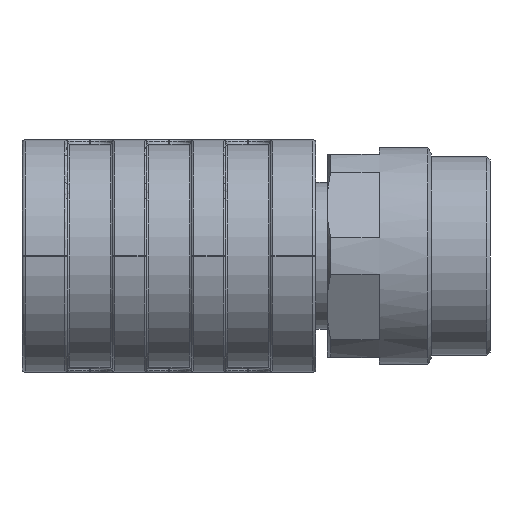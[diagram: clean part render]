
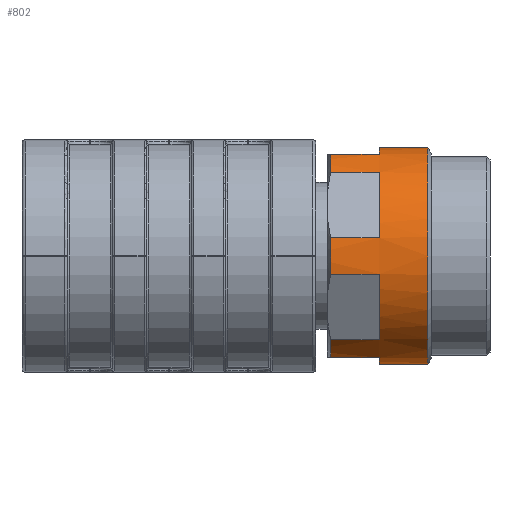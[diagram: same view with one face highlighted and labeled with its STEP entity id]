
A CAD part, front view. The second image highlights one B-rep face of the part: STEP entity #802.
In plain terms, the highlighted cylindrical face has radius 4.8 mm (diameter 9.6 mm), a full revolution.
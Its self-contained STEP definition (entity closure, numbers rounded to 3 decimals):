
#169=CYLINDRICAL_SURFACE('',#3976,4.8);
#278=FACE_BOUND('',#1356,.T.);
#279=FACE_BOUND('',#1357,.T.);
#355=LINE('',#5958,#570);
#356=LINE('',#5962,#571);
#357=LINE('',#5963,#572);
#358=LINE('',#5967,#573);
#359=LINE('',#5968,#574);
#360=LINE('',#5972,#575);
#361=LINE('',#5973,#576);
#362=LINE('',#5977,#577);
#363=LINE('',#5978,#578);
#364=LINE('',#5982,#579);
#365=LINE('',#5983,#580);
#366=LINE('',#5987,#581);
#570=VECTOR('',#4705,1.);
#571=VECTOR('',#4708,1.);
#572=VECTOR('',#4709,1.);
#573=VECTOR('',#4712,1.);
#574=VECTOR('',#4713,1.);
#575=VECTOR('',#4716,1.);
#576=VECTOR('',#4717,1.);
#577=VECTOR('',#4720,1.);
#578=VECTOR('',#4721,1.);
#579=VECTOR('',#4724,1.);
#580=VECTOR('',#4725,1.);
#581=VECTOR('',#4728,1.);
#802=ADVANCED_FACE('',(#278,#279),#169,.T.);
#1356=EDGE_LOOP('',(#1790));
#1357=EDGE_LOOP('',(#1791,#1792,#1793,#1794,#1795,#1796,#1797,#1798,#1799,
#1800,#1801,#1802,#1803,#1804,#1805,#1806,#1807,#1808,#1809,#1810,#1811,
#1812,#1813,#1814));
#1790=ORIENTED_EDGE('',*,*,#3094,.T.);
#1791=ORIENTED_EDGE('',*,*,#3107,.F.);
#1792=ORIENTED_EDGE('',*,*,#3108,.T.);
#1793=ORIENTED_EDGE('',*,*,#3109,.F.);
#1794=ORIENTED_EDGE('',*,*,#3106,.T.);
#1795=ORIENTED_EDGE('',*,*,#3110,.F.);
#1796=ORIENTED_EDGE('',*,*,#3111,.T.);
#1797=ORIENTED_EDGE('',*,*,#3112,.F.);
#1798=ORIENTED_EDGE('',*,*,#3096,.T.);
#1799=ORIENTED_EDGE('',*,*,#3113,.F.);
#1800=ORIENTED_EDGE('',*,*,#3114,.T.);
#1801=ORIENTED_EDGE('',*,*,#3115,.F.);
#1802=ORIENTED_EDGE('',*,*,#3098,.T.);
#1803=ORIENTED_EDGE('',*,*,#3116,.F.);
#1804=ORIENTED_EDGE('',*,*,#3117,.T.);
#1805=ORIENTED_EDGE('',*,*,#3118,.F.);
#1806=ORIENTED_EDGE('',*,*,#3100,.T.);
#1807=ORIENTED_EDGE('',*,*,#3119,.F.);
#1808=ORIENTED_EDGE('',*,*,#3120,.T.);
#1809=ORIENTED_EDGE('',*,*,#3121,.F.);
#1810=ORIENTED_EDGE('',*,*,#3102,.T.);
#1811=ORIENTED_EDGE('',*,*,#3122,.F.);
#1812=ORIENTED_EDGE('',*,*,#3123,.T.);
#1813=ORIENTED_EDGE('',*,*,#3124,.F.);
#1814=ORIENTED_EDGE('',*,*,#3104,.T.);
#2719=VERTEX_POINT('',#5926);
#2720=VERTEX_POINT('',#5929);
#2721=VERTEX_POINT('',#5930);
#2722=VERTEX_POINT('',#5934);
#2723=VERTEX_POINT('',#5935);
#2724=VERTEX_POINT('',#5939);
#2725=VERTEX_POINT('',#5940);
#2726=VERTEX_POINT('',#5944);
#2727=VERTEX_POINT('',#5945);
#2728=VERTEX_POINT('',#5949);
#2729=VERTEX_POINT('',#5950);
#2730=VERTEX_POINT('',#5954);
#2731=VERTEX_POINT('',#5955);
#2732=VERTEX_POINT('',#5959);
#2733=VERTEX_POINT('',#5961);
#2734=VERTEX_POINT('',#5964);
#2735=VERTEX_POINT('',#5966);
#2736=VERTEX_POINT('',#5969);
#2737=VERTEX_POINT('',#5971);
#2738=VERTEX_POINT('',#5974);
#2739=VERTEX_POINT('',#5976);
#2740=VERTEX_POINT('',#5979);
#2741=VERTEX_POINT('',#5981);
#2742=VERTEX_POINT('',#5984);
#2743=VERTEX_POINT('',#5986);
#3094=EDGE_CURVE('',#2719,#2719,#3594,.T.);
#3096=EDGE_CURVE('',#2720,#2721,#3595,.T.);
#3098=EDGE_CURVE('',#2722,#2723,#3596,.T.);
#3100=EDGE_CURVE('',#2724,#2725,#3597,.T.);
#3102=EDGE_CURVE('',#2726,#2727,#3598,.T.);
#3104=EDGE_CURVE('',#2728,#2729,#3599,.T.);
#3106=EDGE_CURVE('',#2730,#2731,#3600,.T.);
#3107=EDGE_CURVE('',#2732,#2729,#355,.T.);
#3108=EDGE_CURVE('',#2732,#2733,#3601,.T.);
#3109=EDGE_CURVE('',#2730,#2733,#356,.T.);
#3110=EDGE_CURVE('',#2734,#2731,#357,.T.);
#3111=EDGE_CURVE('',#2734,#2735,#3602,.T.);
#3112=EDGE_CURVE('',#2720,#2735,#358,.T.);
#3113=EDGE_CURVE('',#2736,#2721,#359,.T.);
#3114=EDGE_CURVE('',#2736,#2737,#3603,.T.);
#3115=EDGE_CURVE('',#2722,#2737,#360,.T.);
#3116=EDGE_CURVE('',#2738,#2723,#361,.T.);
#3117=EDGE_CURVE('',#2738,#2739,#3604,.T.);
#3118=EDGE_CURVE('',#2724,#2739,#362,.T.);
#3119=EDGE_CURVE('',#2740,#2725,#363,.T.);
#3120=EDGE_CURVE('',#2740,#2741,#3605,.T.);
#3121=EDGE_CURVE('',#2726,#2741,#364,.T.);
#3122=EDGE_CURVE('',#2742,#2727,#365,.T.);
#3123=EDGE_CURVE('',#2742,#2743,#3606,.T.);
#3124=EDGE_CURVE('',#2728,#2743,#366,.T.);
#3594=CIRCLE('',#3956,4.8);
#3595=CIRCLE('',#3958,4.8);
#3596=CIRCLE('',#3960,4.8);
#3597=CIRCLE('',#3962,4.8);
#3598=CIRCLE('',#3964,4.8);
#3599=CIRCLE('',#3966,4.8);
#3600=CIRCLE('',#3968,4.8);
#3601=CIRCLE('',#3970,4.8);
#3602=CIRCLE('',#3971,4.8);
#3603=CIRCLE('',#3972,4.8);
#3604=CIRCLE('',#3973,4.8);
#3605=CIRCLE('',#3974,4.8);
#3606=CIRCLE('',#3975,4.8);
#3956=AXIS2_PLACEMENT_3D('',#5925,#4671,#4672);
#3958=AXIS2_PLACEMENT_3D('',#5931,#4676,#4677);
#3960=AXIS2_PLACEMENT_3D('',#5936,#4681,#4682);
#3962=AXIS2_PLACEMENT_3D('',#5941,#4686,#4687);
#3964=AXIS2_PLACEMENT_3D('',#5946,#4691,#4692);
#3966=AXIS2_PLACEMENT_3D('',#5951,#4696,#4697);
#3968=AXIS2_PLACEMENT_3D('',#5956,#4701,#4702);
#3970=AXIS2_PLACEMENT_3D('',#5960,#4706,#4707);
#3971=AXIS2_PLACEMENT_3D('',#5965,#4710,#4711);
#3972=AXIS2_PLACEMENT_3D('',#5970,#4714,#4715);
#3973=AXIS2_PLACEMENT_3D('',#5975,#4718,#4719);
#3974=AXIS2_PLACEMENT_3D('',#5980,#4722,#4723);
#3975=AXIS2_PLACEMENT_3D('',#5985,#4726,#4727);
#3976=AXIS2_PLACEMENT_3D('',#5988,#4729,#4730);
#4671=DIRECTION('',(-1.,0.,0.));
#4672=DIRECTION('',(0.,-1.,0.));
#4676=DIRECTION('',(1.,0.,0.));
#4677=DIRECTION('',(0.,-1.,0.));
#4681=DIRECTION('',(1.,0.,0.));
#4682=DIRECTION('',(0.,-1.,0.));
#4686=DIRECTION('',(1.,0.,0.));
#4687=DIRECTION('',(0.,-1.,0.));
#4691=DIRECTION('',(1.,0.,0.));
#4692=DIRECTION('',(0.,-1.,0.));
#4696=DIRECTION('',(1.,0.,0.));
#4697=DIRECTION('',(0.,-1.,0.));
#4701=DIRECTION('',(1.,0.,0.));
#4702=DIRECTION('',(0.,-1.,0.));
#4705=DIRECTION('',(1.,0.,0.));
#4706=DIRECTION('',(1.,0.,0.));
#4707=DIRECTION('',(0.,-1.,0.));
#4708=DIRECTION('',(-1.,0.,0.));
#4709=DIRECTION('',(1.,0.,0.));
#4710=DIRECTION('',(1.,0.,0.));
#4711=DIRECTION('',(0.,-1.,0.));
#4712=DIRECTION('',(-1.,0.,0.));
#4713=DIRECTION('',(1.,0.,0.));
#4714=DIRECTION('',(1.,0.,0.));
#4715=DIRECTION('',(0.,-1.,0.));
#4716=DIRECTION('',(-1.,0.,0.));
#4717=DIRECTION('',(1.,0.,0.));
#4718=DIRECTION('',(1.,0.,0.));
#4719=DIRECTION('',(0.,-1.,0.));
#4720=DIRECTION('',(-1.,0.,0.));
#4721=DIRECTION('',(1.,0.,0.));
#4722=DIRECTION('',(1.,0.,0.));
#4723=DIRECTION('',(0.,-1.,0.));
#4724=DIRECTION('',(-1.,0.,0.));
#4725=DIRECTION('',(1.,0.,0.));
#4726=DIRECTION('',(1.,0.,0.));
#4727=DIRECTION('',(0.,-1.,0.));
#4728=DIRECTION('',(-1.,0.,0.));
#4729=DIRECTION('',(1.,0.,0.));
#4730=DIRECTION('',(0.,1.,0.));
#5925=CARTESIAN_POINT('',(118.475,-9.65,0.001));
#5926=CARTESIAN_POINT('',(118.475,-14.45,0.001));
#5929=CARTESIAN_POINT('',(116.325,-6.588,-3.696));
#5930=CARTESIAN_POINT('',(116.325,-4.918,-0.802));
#5931=CARTESIAN_POINT('',(116.325,-9.65,0.001));
#5934=CARTESIAN_POINT('',(116.325,-4.918,0.804));
#5935=CARTESIAN_POINT('',(116.325,-6.588,3.698));
#5936=CARTESIAN_POINT('',(116.325,-9.65,0.001));
#5939=CARTESIAN_POINT('',(116.325,-7.98,4.501));
#5940=CARTESIAN_POINT('',(116.325,-11.32,4.501));
#5941=CARTESIAN_POINT('',(116.325,-9.65,0.001));
#5944=CARTESIAN_POINT('',(116.325,-12.712,3.698));
#5945=CARTESIAN_POINT('',(116.325,-14.382,0.804));
#5946=CARTESIAN_POINT('',(116.325,-9.65,0.001));
#5949=CARTESIAN_POINT('',(116.325,-14.382,-0.802));
#5950=CARTESIAN_POINT('',(116.325,-12.712,-3.696));
#5951=CARTESIAN_POINT('',(116.325,-9.65,0.001));
#5954=CARTESIAN_POINT('',(116.325,-11.32,-4.499));
#5955=CARTESIAN_POINT('',(116.325,-7.98,-4.499));
#5956=CARTESIAN_POINT('',(116.325,-9.65,0.001));
#5958=CARTESIAN_POINT('',(146.025,-12.712,-3.696));
#5959=CARTESIAN_POINT('',(114.175,-12.712,-3.696));
#5960=CARTESIAN_POINT('',(114.175,-9.65,0.001));
#5961=CARTESIAN_POINT('',(114.175,-11.32,-4.499));
#5962=CARTESIAN_POINT('',(146.025,-11.32,-4.499));
#5963=CARTESIAN_POINT('',(146.025,-7.98,-4.499));
#5964=CARTESIAN_POINT('',(114.175,-7.98,-4.499));
#5965=CARTESIAN_POINT('',(114.175,-9.65,0.001));
#5966=CARTESIAN_POINT('',(114.175,-6.588,-3.696));
#5967=CARTESIAN_POINT('',(146.025,-6.588,-3.696));
#5968=CARTESIAN_POINT('',(146.025,-4.918,-0.802));
#5969=CARTESIAN_POINT('',(114.175,-4.918,-0.802));
#5970=CARTESIAN_POINT('',(114.175,-9.65,0.001));
#5971=CARTESIAN_POINT('',(114.175,-4.918,0.804));
#5972=CARTESIAN_POINT('',(146.025,-4.918,0.804));
#5973=CARTESIAN_POINT('',(146.025,-6.588,3.698));
#5974=CARTESIAN_POINT('',(114.175,-6.588,3.698));
#5975=CARTESIAN_POINT('',(114.175,-9.65,0.001));
#5976=CARTESIAN_POINT('',(114.175,-7.98,4.501));
#5977=CARTESIAN_POINT('',(146.025,-7.98,4.501));
#5978=CARTESIAN_POINT('',(146.025,-11.32,4.501));
#5979=CARTESIAN_POINT('',(114.175,-11.32,4.501));
#5980=CARTESIAN_POINT('',(114.175,-9.65,0.001));
#5981=CARTESIAN_POINT('',(114.175,-12.712,3.698));
#5982=CARTESIAN_POINT('',(146.025,-12.712,3.698));
#5983=CARTESIAN_POINT('',(146.025,-14.382,0.804));
#5984=CARTESIAN_POINT('',(114.175,-14.382,0.804));
#5985=CARTESIAN_POINT('',(114.175,-9.65,0.001));
#5986=CARTESIAN_POINT('',(114.175,-14.382,-0.802));
#5987=CARTESIAN_POINT('',(146.025,-14.382,-0.802));
#5988=CARTESIAN_POINT('',(146.025,-9.65,0.001));
